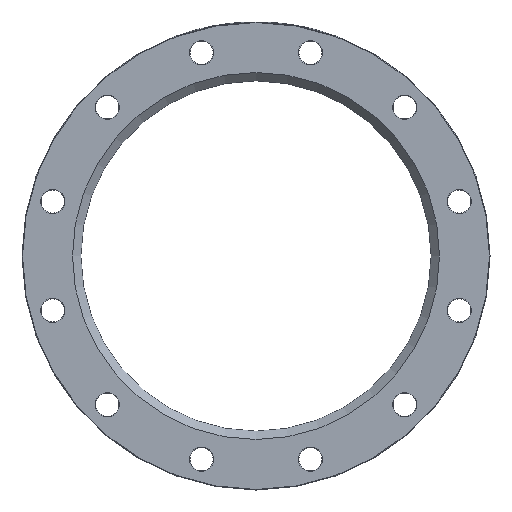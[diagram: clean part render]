
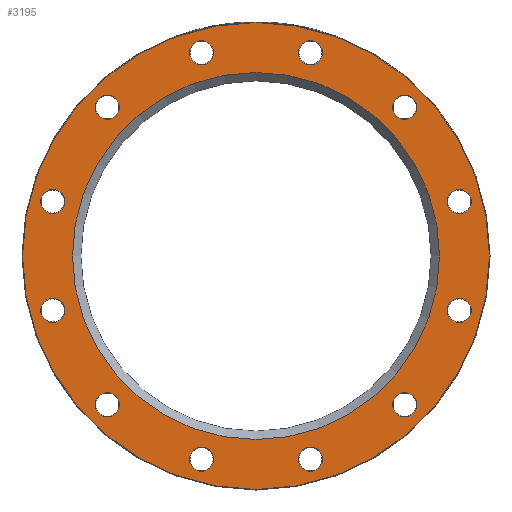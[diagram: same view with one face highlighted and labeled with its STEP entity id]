
A CAD part, left-side view. The second image highlights one B-rep face of the part: STEP entity #3195.
In plain terms, the highlighted planar face has unit normal (-1, 0, 0).
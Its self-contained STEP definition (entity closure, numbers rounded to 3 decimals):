
#9 = DIRECTION ( 'NONE',  ( 1., 0., 0. ) ) ;
#26 = FACE_BOUND ( 'NONE', #3843, .T. ) ;
#101 = DIRECTION ( 'NONE',  ( 1., 0., 0. ) ) ;
#233 = DIRECTION ( 'NONE',  ( 0., 0., -1. ) ) ;
#234 = AXIS2_PLACEMENT_3D ( 'NONE', #2848, #9, #1214 ) ;
#246 = DIRECTION ( 'NONE',  ( 1., 0., 0. ) ) ;
#288 = AXIS2_PLACEMENT_3D ( 'NONE', #618, #101, #3062 ) ;
#478 = AXIS2_PLACEMENT_3D ( 'NONE', #5439, #3613, #233 ) ;
#522 = VERTEX_POINT ( 'NONE', #640 ) ;
#530 = CIRCLE ( 'NONE', #1526, 11.5 ) ;
#601 = CARTESIAN_POINT ( 'NONE',  ( 0., 193.185, 51.764 ) ) ;
#618 = CARTESIAN_POINT ( 'NONE',  ( 0., 166.5, 0. ) ) ;
#640 = CARTESIAN_POINT ( 'NONE',  ( 0., -51.764, -204.685 ) ) ;
#669 = CIRCLE ( 'NONE', #7485, 11.5 ) ;
#680 = VERTEX_POINT ( 'NONE', #5410 ) ;
#701 = DIRECTION ( 'NONE',  ( 1., 0., 0. ) ) ;
#746 = EDGE_LOOP ( 'NONE', ( #6484 ) ) ;
#775 = EDGE_LOOP ( 'NONE', ( #850 ) ) ;
#781 = ORIENTED_EDGE ( 'NONE', *, *, #3333, .T. ) ;
#793 = CARTESIAN_POINT ( 'NONE',  ( 0., 141.421, -152.921 ) ) ;
#829 = VERTEX_POINT ( 'NONE', #3665 ) ;
#850 = ORIENTED_EDGE ( 'NONE', *, *, #7061, .T. ) ;
#966 = EDGE_CURVE ( 'NONE', #1836, #1836, #4762, .T. ) ;
#1058 = EDGE_LOOP ( 'NONE', ( #781 ) ) ;
#1068 = CARTESIAN_POINT ( 'NONE',  ( 0., 141.421, -141.421 ) ) ;
#1078 = CIRCLE ( 'NONE', #2964, 11.5 ) ;
#1136 = CARTESIAN_POINT ( 'NONE',  ( 0., 51.764, -204.685 ) ) ;
#1156 = EDGE_LOOP ( 'NONE', ( #6858 ) ) ;
#1163 = ORIENTED_EDGE ( 'NONE', *, *, #6867, .T. ) ;
#1180 = DIRECTION ( 'NONE',  ( 0., 0., -1. ) ) ;
#1203 = CIRCLE ( 'NONE', #5547, 11.5 ) ;
#1214 = DIRECTION ( 'NONE',  ( 0., 0., -1. ) ) ;
#1215 = VERTEX_POINT ( 'NONE', #5804 ) ;
#1254 = VERTEX_POINT ( 'NONE', #1373 ) ;
#1269 = FACE_BOUND ( 'NONE', #3258, .T. ) ;
#1354 = DIRECTION ( 'NONE',  ( 1., 0., 0. ) ) ;
#1373 = CARTESIAN_POINT ( 'NONE',  ( 0., -141.421, -152.921 ) ) ;
#1397 = EDGE_CURVE ( 'NONE', #4791, #4791, #669, .T. ) ;
#1526 = AXIS2_PLACEMENT_3D ( 'NONE', #1892, #1354, #3759 ) ;
#1556 = ORIENTED_EDGE ( 'NONE', *, *, #7370, .T. ) ;
#1602 = CARTESIAN_POINT ( 'NONE',  ( 0., -141.421, -141.421 ) ) ;
#1825 = AXIS2_PLACEMENT_3D ( 'NONE', #7067, #2269, #6516 ) ;
#1830 = FACE_BOUND ( 'NONE', #1058, .T. ) ;
#1836 = VERTEX_POINT ( 'NONE', #1136 ) ;
#1867 = EDGE_CURVE ( 'NONE', #5841, #5841, #3558, .T. ) ;
#1892 = CARTESIAN_POINT ( 'NONE',  ( 0., 193.185, -51.764 ) ) ;
#1932 = DIRECTION ( 'NONE',  ( 0., 0., -1. ) ) ;
#1957 = CIRCLE ( 'NONE', #234, 11.5 ) ;
#1987 = CARTESIAN_POINT ( 'NONE',  ( 0., -193.185, 40.264 ) ) ;
#2026 = VERTEX_POINT ( 'NONE', #6706 ) ;
#2136 = DIRECTION ( 'NONE',  ( 0., 0., -1. ) ) ;
#2214 = AXIS2_PLACEMENT_3D ( 'NONE', #601, #4750, #4167 ) ;
#2269 = DIRECTION ( 'NONE',  ( 1., 0., 0. ) ) ;
#2279 = DIRECTION ( 'NONE',  ( 1., 0., 0. ) ) ;
#2374 = EDGE_LOOP ( 'NONE', ( #3690 ) ) ;
#2465 = ORIENTED_EDGE ( 'NONE', *, *, #6909, .T. ) ;
#2672 = EDGE_CURVE ( 'NONE', #522, #522, #2756, .T. ) ;
#2756 = CIRCLE ( 'NONE', #4990, 11.5 ) ;
#2782 = ORIENTED_EDGE ( 'NONE', *, *, #966, .T. ) ;
#2848 = CARTESIAN_POINT ( 'NONE',  ( 0., -51.764, 193.185 ) ) ;
#2849 = VERTEX_POINT ( 'NONE', #5530 ) ;
#2944 = DIRECTION ( 'NONE',  ( 0., 0., -1. ) ) ;
#2964 = AXIS2_PLACEMENT_3D ( 'NONE', #5724, #246, #2136 ) ;
#3010 = EDGE_CURVE ( 'NONE', #1215, #1215, #530, .T. ) ;
#3023 = PLANE ( 'NONE',  #288 ) ;
#3062 = DIRECTION ( 'NONE',  ( 0., 0., -1. ) ) ;
#3162 = VERTEX_POINT ( 'NONE', #6002 ) ;
#3195 = ADVANCED_FACE ( 'NONE', ( #1830, #4199, #3566, #6561, #4107, #6601, #5347, #26, #1269, #5425, #5938, #4690, #6017, #7075 ), #3023, .F. ) ;
#3255 = CIRCLE ( 'NONE', #7603, 174.5 ) ;
#3258 = EDGE_LOOP ( 'NONE', ( #6387 ) ) ;
#3276 = CARTESIAN_POINT ( 'NONE',  ( 0., -51.764, -193.185 ) ) ;
#3333 = EDGE_CURVE ( 'NONE', #2849, #2849, #3255, .T. ) ;
#3336 = DIRECTION ( 'NONE',  ( 0., 0., -1. ) ) ;
#3362 = DIRECTION ( 'NONE',  ( 1., 0., 0. ) ) ;
#3416 = EDGE_LOOP ( 'NONE', ( #2782 ) ) ;
#3440 = DIRECTION ( 'NONE',  ( 0., 0., -1. ) ) ;
#3486 = CARTESIAN_POINT ( 'NONE',  ( 0., 0., 0. ) ) ;
#3526 = DIRECTION ( 'NONE',  ( 1., 0., 0. ) ) ;
#3558 = CIRCLE ( 'NONE', #5890, 222. ) ;
#3566 = FACE_BOUND ( 'NONE', #6503, .T. ) ;
#3582 = AXIS2_PLACEMENT_3D ( 'NONE', #1068, #3362, #3440 ) ;
#3613 = DIRECTION ( 'NONE',  ( 1., 0., 0. ) ) ;
#3665 = CARTESIAN_POINT ( 'NONE',  ( 0., -51.764, 181.685 ) ) ;
#3690 = ORIENTED_EDGE ( 'NONE', *, *, #7285, .T. ) ;
#3759 = DIRECTION ( 'NONE',  ( 0., 0., -1. ) ) ;
#3760 = DIRECTION ( 'NONE',  ( -1., 0., 0. ) ) ;
#3782 = CARTESIAN_POINT ( 'NONE',  ( 0., 51.764, 181.685 ) ) ;
#3843 = EDGE_LOOP ( 'NONE', ( #4818 ) ) ;
#4107 = FACE_BOUND ( 'NONE', #7552, .T. ) ;
#4167 = DIRECTION ( 'NONE',  ( 0., 0., -1. ) ) ;
#4199 = FACE_OUTER_BOUND ( 'NONE', #1156, .T. ) ;
#4206 = CARTESIAN_POINT ( 'NONE',  ( 0., 141.421, 129.921 ) ) ;
#4446 = DIRECTION ( 'NONE',  ( 1., 0., 0. ) ) ;
#4547 = DIRECTION ( 'NONE',  ( 0., 0., -1. ) ) ;
#4615 = CARTESIAN_POINT ( 'NONE',  ( 0., 51.764, -193.185 ) ) ;
#4690 = FACE_BOUND ( 'NONE', #2374, .T. ) ;
#4750 = DIRECTION ( 'NONE',  ( 1., 0., 0. ) ) ;
#4762 = CIRCLE ( 'NONE', #6761, 11.5 ) ;
#4791 = VERTEX_POINT ( 'NONE', #4206 ) ;
#4818 = ORIENTED_EDGE ( 'NONE', *, *, #6335, .T. ) ;
#4923 = CIRCLE ( 'NONE', #3582, 11.5 ) ;
#4946 = VERTEX_POINT ( 'NONE', #793 ) ;
#4990 = AXIS2_PLACEMENT_3D ( 'NONE', #3276, #4446, #7521 ) ;
#5014 = EDGE_LOOP ( 'NONE', ( #1556 ) ) ;
#5178 = CIRCLE ( 'NONE', #1825, 11.5 ) ;
#5297 = CARTESIAN_POINT ( 'NONE',  ( 0., 0., -222. ) ) ;
#5301 = CARTESIAN_POINT ( 'NONE',  ( 0., -193.185, 51.764 ) ) ;
#5347 = FACE_BOUND ( 'NONE', #7662, .T. ) ;
#5358 = ORIENTED_EDGE ( 'NONE', *, *, #3010, .T. ) ;
#5410 = CARTESIAN_POINT ( 'NONE',  ( 0., -141.421, 129.921 ) ) ;
#5425 = FACE_BOUND ( 'NONE', #746, .T. ) ;
#5439 = CARTESIAN_POINT ( 'NONE',  ( 0., -193.185, -51.764 ) ) ;
#5473 = CARTESIAN_POINT ( 'NONE',  ( 0., 0., 0. ) ) ;
#5530 = CARTESIAN_POINT ( 'NONE',  ( 0., 0., -174.5 ) ) ;
#5547 = AXIS2_PLACEMENT_3D ( 'NONE', #5301, #6550, #1180 ) ;
#5551 = CARTESIAN_POINT ( 'NONE',  ( 0., 141.421, 141.421 ) ) ;
#5574 = VERTEX_POINT ( 'NONE', #3782 ) ;
#5724 = CARTESIAN_POINT ( 'NONE',  ( 0., -141.421, 141.421 ) ) ;
#5804 = CARTESIAN_POINT ( 'NONE',  ( 0., 193.185, -63.264 ) ) ;
#5841 = VERTEX_POINT ( 'NONE', #5297 ) ;
#5890 = AXIS2_PLACEMENT_3D ( 'NONE', #5473, #3760, #6141 ) ;
#5911 = ORIENTED_EDGE ( 'NONE', *, *, #1397, .T. ) ;
#5938 = FACE_BOUND ( 'NONE', #3416, .T. ) ;
#6002 = CARTESIAN_POINT ( 'NONE',  ( 0., -193.185, -63.264 ) ) ;
#6017 = FACE_BOUND ( 'NONE', #7313, .T. ) ;
#6141 = DIRECTION ( 'NONE',  ( 0., 0., -1. ) ) ;
#6201 = CIRCLE ( 'NONE', #7307, 11.5 ) ;
#6235 = DIRECTION ( 'NONE',  ( 1., 0., 0. ) ) ;
#6335 = EDGE_CURVE ( 'NONE', #3162, #3162, #7681, .T. ) ;
#6387 = ORIENTED_EDGE ( 'NONE', *, *, #7063, .T. ) ;
#6425 = EDGE_LOOP ( 'NONE', ( #2465 ) ) ;
#6484 = ORIENTED_EDGE ( 'NONE', *, *, #2672, .T. ) ;
#6503 = EDGE_LOOP ( 'NONE', ( #5911 ) ) ;
#6516 = DIRECTION ( 'NONE',  ( 0., 0., -1. ) ) ;
#6548 = CIRCLE ( 'NONE', #2214, 11.5 ) ;
#6550 = DIRECTION ( 'NONE',  ( 1., 0., 0. ) ) ;
#6561 = FACE_BOUND ( 'NONE', #5014, .T. ) ;
#6601 = FACE_BOUND ( 'NONE', #775, .T. ) ;
#6706 = CARTESIAN_POINT ( 'NONE',  ( 0., 193.185, 40.264 ) ) ;
#6761 = AXIS2_PLACEMENT_3D ( 'NONE', #4615, #2279, #3336 ) ;
#6858 = ORIENTED_EDGE ( 'NONE', *, *, #1867, .T. ) ;
#6867 = EDGE_CURVE ( 'NONE', #829, #829, #1957, .T. ) ;
#6909 = EDGE_CURVE ( 'NONE', #2026, #2026, #6548, .T. ) ;
#7061 = EDGE_CURVE ( 'NONE', #680, #680, #1078, .T. ) ;
#7063 = EDGE_CURVE ( 'NONE', #1254, #1254, #6201, .T. ) ;
#7067 = CARTESIAN_POINT ( 'NONE',  ( 0., 51.764, 193.185 ) ) ;
#7075 = FACE_BOUND ( 'NONE', #6425, .T. ) ;
#7285 = EDGE_CURVE ( 'NONE', #4946, #4946, #4923, .T. ) ;
#7307 = AXIS2_PLACEMENT_3D ( 'NONE', #1602, #6235, #4547 ) ;
#7313 = EDGE_LOOP ( 'NONE', ( #5358 ) ) ;
#7320 = VERTEX_POINT ( 'NONE', #1987 ) ;
#7329 = EDGE_CURVE ( 'NONE', #7320, #7320, #1203, .T. ) ;
#7370 = EDGE_CURVE ( 'NONE', #5574, #5574, #5178, .T. ) ;
#7485 = AXIS2_PLACEMENT_3D ( 'NONE', #5551, #701, #1932 ) ;
#7521 = DIRECTION ( 'NONE',  ( 0., 0., -1. ) ) ;
#7552 = EDGE_LOOP ( 'NONE', ( #1163 ) ) ;
#7603 = AXIS2_PLACEMENT_3D ( 'NONE', #3486, #3526, #2944 ) ;
#7653 = ORIENTED_EDGE ( 'NONE', *, *, #7329, .T. ) ;
#7662 = EDGE_LOOP ( 'NONE', ( #7653 ) ) ;
#7681 = CIRCLE ( 'NONE', #478, 11.5 ) ;
